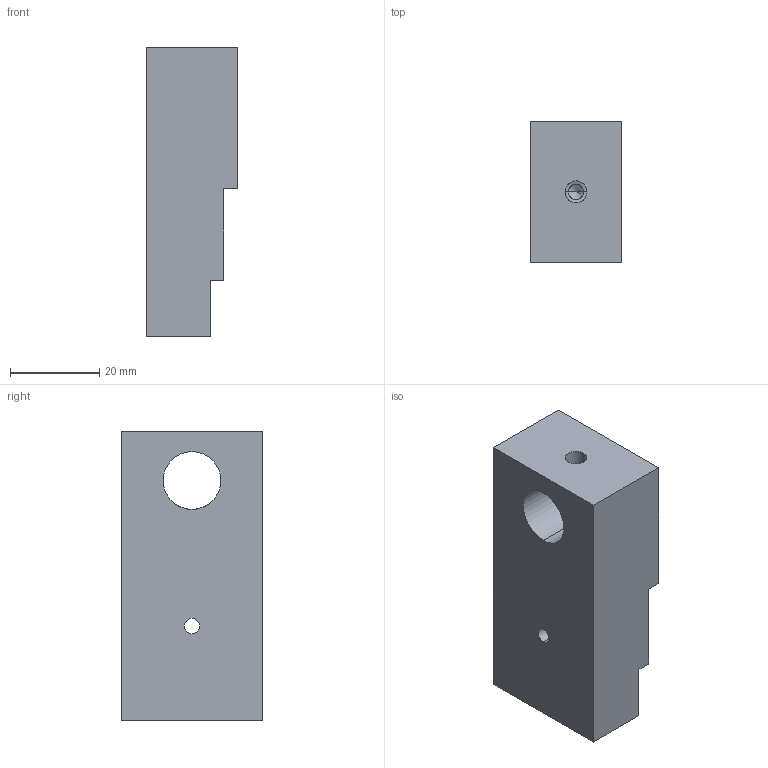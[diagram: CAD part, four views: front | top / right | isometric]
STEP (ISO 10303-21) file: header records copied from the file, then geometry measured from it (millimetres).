
FILE_DESCRIPTION (( 'STEP AP214' ), '1' );
FILE_NAME ('D1200763-v1_HANDLE GUSSET, aLIGO TCS SM2, H1-L1_STEP.STEP', '2012-05-31T17:27:04', ( '' ), ( '' ), 'SwSTEP 2.0', 'SolidWorks 2012', '' );
FILE_SCHEMA (( 'AUTOMOTIVE_DESIGN' ));
Length unit declared in the file: inch
Products named in the file (1): D1200763-v1_HANDLE GUSSET, aLIGO TCS SM2, H1-L1_STEP
Bounding box: 20.64 x 31.75 x 65.09 mm (x, y, z)
Volume: 34586.8 mm3; surface area: 8977.1 mm2
Topology: 1 solids, 1 shells, 27 faces, 70 edges, 42 vertices
Faces by surface type: cylinder 12, plane 11, cone 4
Entity records: 952 total; most frequent: CARTESIAN_POINT 252, DIRECTION 138, ORIENTED_EDGE 132, EDGE_CURVE 66, AXIS2_PLACEMENT_3D 48, VECTOR 42, LINE 42, VERTEX_POINT 42
